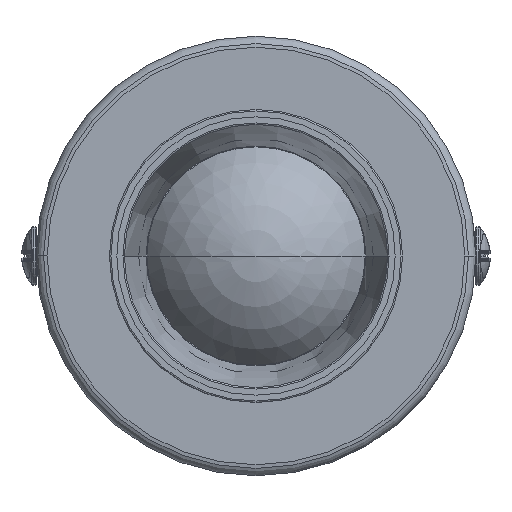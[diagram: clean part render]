
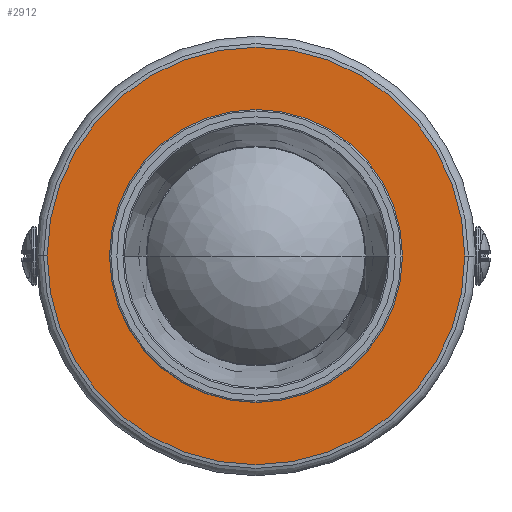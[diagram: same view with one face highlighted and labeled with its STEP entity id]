
A CAD part, front view. The second image highlights one B-rep face of the part: STEP entity #2912.
In plain terms, the highlighted planar face has unit normal (0, -1, 0).
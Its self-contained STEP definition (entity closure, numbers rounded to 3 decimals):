
#2489=CARTESIAN_POINT('',(0.,0.,0.));
#2490=DIRECTION('',(0.,-1.,0.));
#2491=DIRECTION('',(-1.,0.,0.));
#2492=AXIS2_PLACEMENT_3D('',#2489,#2490,#2491);
#2494=CARTESIAN_POINT('',(0.,0.,0.));
#2495=DIRECTION('',(0.,-1.,0.));
#2496=DIRECTION('',(1.,0.,0.));
#2497=AXIS2_PLACEMENT_3D('',#2494,#2495,#2496);
#2499=CARTESIAN_POINT('',(0.,0.,0.));
#2500=DIRECTION('',(0.,1.,0.));
#2501=DIRECTION('',(1.,0.,0.));
#2502=AXIS2_PLACEMENT_3D('',#2499,#2500,#2501);
#2504=CARTESIAN_POINT('',(0.,0.,0.));
#2505=DIRECTION('',(0.,1.,0.));
#2506=DIRECTION('',(-1.,0.,0.));
#2507=AXIS2_PLACEMENT_3D('',#2504,#2505,#2506);
#2527=CARTESIAN_POINT('',(-28.5,0.,0.));
#2528=CARTESIAN_POINT('',(28.5,0.,0.));
#2529=VERTEX_POINT('',#2527);
#2530=VERTEX_POINT('',#2528);
#2583=CARTESIAN_POINT('',(4.,0.,0.));
#2584=CARTESIAN_POINT('',(-4.,0.,0.));
#2585=VERTEX_POINT('',#2583);
#2586=VERTEX_POINT('',#2584);
#2896=CARTESIAN_POINT('',(0.,0.,0.));
#2897=DIRECTION('',(0.,-1.,0.));
#2898=DIRECTION('',(-1.,0.,0.));
#2899=AXIS2_PLACEMENT_3D('',#2896,#2897,#2898);
#2900=PLANE('',#2899);
#2902=ORIENTED_EDGE('',*,*,#2901,.F.);
#2904=ORIENTED_EDGE('',*,*,#2903,.F.);
#2905=EDGE_LOOP('',(#2902,#2904));
#2906=FACE_OUTER_BOUND('',#2905,.F.);
#2907=ORIENTED_EDGE('',*,*,#2886,.F.);
#2909=ORIENTED_EDGE('',*,*,#2908,.F.);
#2910=EDGE_LOOP('',(#2907,#2909));
#2911=FACE_BOUND('',#2910,.F.);
#2912=ADVANCED_FACE('',(#2906,#2911),#2900,.T.);
#2493=CIRCLE('',#2492,28.5);
#2498=CIRCLE('',#2497,28.5);
#2503=CIRCLE('',#2502,4.);
#2508=CIRCLE('',#2507,4.);
#2886=EDGE_CURVE('',#2585,#2586,#2503,.T.);
#2901=EDGE_CURVE('',#2529,#2530,#2493,.T.);
#2903=EDGE_CURVE('',#2530,#2529,#2498,.T.);
#2908=EDGE_CURVE('',#2586,#2585,#2508,.T.);
